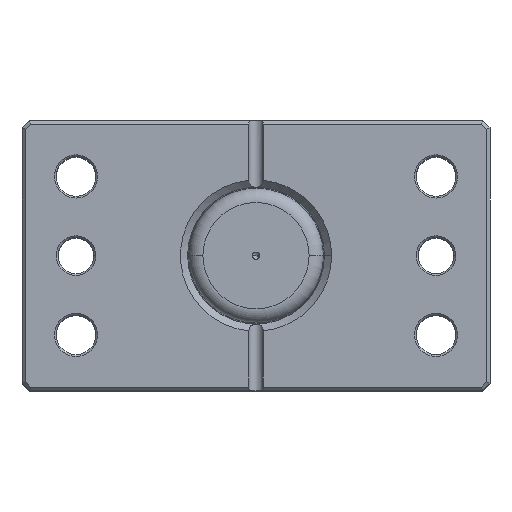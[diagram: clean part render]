
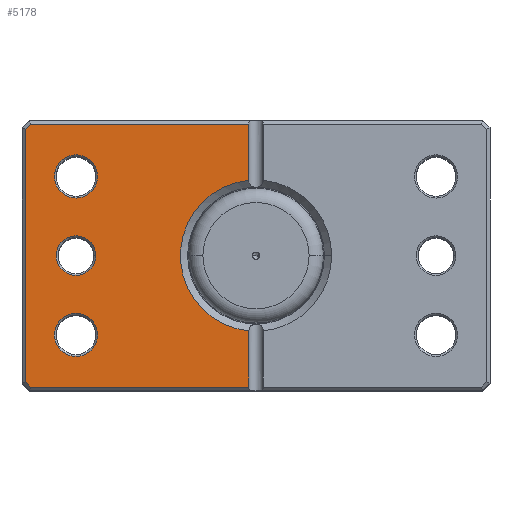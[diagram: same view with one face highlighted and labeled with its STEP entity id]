
A CAD part, top view. The second image highlights one B-rep face of the part: STEP entity #5178.
In plain terms, the highlighted face is planar.
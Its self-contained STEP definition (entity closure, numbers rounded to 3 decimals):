
#101 = VECTOR ( 'NONE', #3277, 1000. ) ;
#110 = EDGE_CURVE ( 'NONE', #835, #2866, #6301, .T. ) ;
#137 = CARTESIAN_POINT ( 'NONE',  ( 2., -36.5, 0. ) ) ;
#138 = ORIENTED_EDGE ( 'NONE', *, *, #3938, .T. ) ;
#155 = EDGE_LOOP ( 'NONE', ( #2074, #2362, #379, #1557, #4243, #5964, #4128, #138 ) ) ;
#256 = FACE_BOUND ( 'NONE', #6078, .T. ) ;
#265 = VECTOR ( 'NONE', #6938, 1000. ) ;
#375 = VECTOR ( 'NONE', #974, 1000. ) ;
#376 = LINE ( 'NONE', #1507, #3259 ) ;
#379 = ORIENTED_EDGE ( 'NONE', *, *, #1774, .T. ) ;
#680 = ORIENTED_EDGE ( 'NONE', *, *, #4445, .T. ) ;
#758 = CARTESIAN_POINT ( 'NONE',  ( 0., -36.5, 0. ) ) ;
#794 = EDGE_CURVE ( 'NONE', #5474, #925, #4948, .T. ) ;
#835 = VERTEX_POINT ( 'NONE', #4736 ) ;
#913 = CARTESIAN_POINT ( 'NONE',  ( 64., 0., 0. ) ) ;
#925 = VERTEX_POINT ( 'NONE', #3348 ) ;
#963 = CARTESIAN_POINT ( 'NONE',  ( 44., 22., 0. ) ) ;
#966 = DIRECTION ( 'NONE',  ( -1., 0., 0. ) ) ;
#974 = DIRECTION ( 'NONE',  ( 0., -1., 0. ) ) ;
#1014 = CIRCLE ( 'NONE', #3302, 6. ) ;
#1031 = AXIS2_PLACEMENT_3D ( 'NONE', #4529, #4499, #4849 ) ;
#1056 = EDGE_CURVE ( 'NONE', #2566, #1278, #1014, .T. ) ;
#1067 = EDGE_CURVE ( 'NONE', #3673, #6727, #1118, .T. ) ;
#1118 = CIRCLE ( 'NONE', #3206, 6. ) ;
#1150 = FACE_BOUND ( 'NONE', #1521, .T. ) ;
#1244 = DIRECTION ( 'NONE',  ( -0.707, -0.707, 0. ) ) ;
#1278 = VERTEX_POINT ( 'NONE', #3909 ) ;
#1309 = CIRCLE ( 'NONE', #2394, 6. ) ;
#1364 = EDGE_CURVE ( 'NONE', #6857, #5141, #5511, .T. ) ;
#1375 = EDGE_CURVE ( 'NONE', #5141, #2348, #4079, .T. ) ;
#1507 = CARTESIAN_POINT ( 'NONE',  ( 49.543, -49.543, 0. ) ) ;
#1521 = EDGE_LOOP ( 'NONE', ( #680, #4193 ) ) ;
#1531 = DIRECTION ( 'NONE',  ( 1., 0., 0. ) ) ;
#1538 = DIRECTION ( 'NONE',  ( 0., 0., 1. ) ) ;
#1555 = CARTESIAN_POINT ( 'NONE',  ( 50., -22., 0. ) ) ;
#1557 = ORIENTED_EDGE ( 'NONE', *, *, #1943, .T. ) ;
#1571 = AXIS2_PLACEMENT_3D ( 'NONE', #3016, #3003, #2996 ) ;
#1575 = EDGE_LOOP ( 'NONE', ( #1765, #4120 ) ) ;
#1765 = ORIENTED_EDGE ( 'NONE', *, *, #6643, .T. ) ;
#1774 = EDGE_CURVE ( 'NONE', #2348, #4737, #3308, .T. ) ;
#1818 = VECTOR ( 'NONE', #5279, 1000. ) ;
#1855 = ORIENTED_EDGE ( 'NONE', *, *, #4693, .T. ) ;
#1928 = VECTOR ( 'NONE', #966, 1000. ) ;
#1943 = EDGE_CURVE ( 'NONE', #4737, #6309, #4448, .T. ) ;
#1944 = CARTESIAN_POINT ( 'NONE',  ( 55.5, 0., 0. ) ) ;
#2074 = ORIENTED_EDGE ( 'NONE', *, *, #1364, .T. ) ;
#2142 = DIRECTION ( 'NONE',  ( 1., 0., 0. ) ) ;
#2242 = EDGE_CURVE ( 'NONE', #6309, #835, #6294, .T. ) ;
#2271 = CARTESIAN_POINT ( 'NONE',  ( 62.586, -36.5, 0. ) ) ;
#2309 = CARTESIAN_POINT ( 'NONE',  ( 50., 22., 0. ) ) ;
#2348 = VERTEX_POINT ( 'NONE', #6018 ) ;
#2362 = ORIENTED_EDGE ( 'NONE', *, *, #1375, .T. ) ;
#2394 = AXIS2_PLACEMENT_3D ( 'NONE', #2309, #3476, #2142 ) ;
#2566 = VERTEX_POINT ( 'NONE', #3450 ) ;
#2579 = EDGE_CURVE ( 'NONE', #2866, #3045, #376, .T. ) ;
#2594 = DIRECTION ( 'NONE',  ( 1., 0., 0. ) ) ;
#2618 = DIRECTION ( 'NONE',  ( 0., 0., 1. ) ) ;
#2626 = AXIS2_PLACEMENT_3D ( 'NONE', #1555, #1538, #1531 ) ;
#2866 = VERTEX_POINT ( 'NONE', #4301 ) ;
#2996 = DIRECTION ( 'NONE',  ( 1., 0., 0. ) ) ;
#3003 = DIRECTION ( 'NONE',  ( 0., 0., 1. ) ) ;
#3016 = CARTESIAN_POINT ( 'NONE',  ( 0., 0., 0. ) ) ;
#3045 = VERTEX_POINT ( 'NONE', #2271 ) ;
#3193 = PLANE ( 'NONE',  #6392 ) ;
#3206 = AXIS2_PLACEMENT_3D ( 'NONE', #5636, #5628, #5615 ) ;
#3255 = CARTESIAN_POINT ( 'NONE',  ( 2., 37.5, 0. ) ) ;
#3259 = VECTOR ( 'NONE', #1244, 1000. ) ;
#3277 = DIRECTION ( 'NONE',  ( 0., 1., 0. ) ) ;
#3302 = AXIS2_PLACEMENT_3D ( 'NONE', #5730, #5724, #5717 ) ;
#3308 = LINE ( 'NONE', #6527, #265 ) ;
#3348 = CARTESIAN_POINT ( 'NONE',  ( 44.5, 0., 0. ) ) ;
#3450 = CARTESIAN_POINT ( 'NONE',  ( 56., -22., 0. ) ) ;
#3476 = DIRECTION ( 'NONE',  ( 0., 0., 1. ) ) ;
#3673 = VERTEX_POINT ( 'NONE', #6394 ) ;
#3806 = DIRECTION ( 'NONE',  ( 0.707, -0.707, 0. ) ) ;
#3862 = CARTESIAN_POINT ( 'NONE',  ( 2., 36.5, 0. ) ) ;
#3909 = CARTESIAN_POINT ( 'NONE',  ( 44., -22., 0. ) ) ;
#3938 = EDGE_CURVE ( 'NONE', #3045, #6857, #6054, .T. ) ;
#3988 = CIRCLE ( 'NONE', #2626, 6. ) ;
#4079 = CIRCLE ( 'NONE', #1571, 21. ) ;
#4120 = ORIENTED_EDGE ( 'NONE', *, *, #1056, .T. ) ;
#4128 = ORIENTED_EDGE ( 'NONE', *, *, #2579, .T. ) ;
#4193 = ORIENTED_EDGE ( 'NONE', *, *, #1067, .T. ) ;
#4242 = CARTESIAN_POINT ( 'NONE',  ( 0., 0., 0. ) ) ;
#4243 = ORIENTED_EDGE ( 'NONE', *, *, #2242, .T. ) ;
#4301 = CARTESIAN_POINT ( 'NONE',  ( 64., -35.086, 0. ) ) ;
#4403 = AXIS2_PLACEMENT_3D ( 'NONE', #6742, #6766, #6774 ) ;
#4445 = EDGE_CURVE ( 'NONE', #6727, #3673, #1309, .T. ) ;
#4448 = LINE ( 'NONE', #5340, #1818 ) ;
#4499 = DIRECTION ( 'NONE',  ( 0., 0., 1. ) ) ;
#4529 = CARTESIAN_POINT ( 'NONE',  ( 50., 0., 0. ) ) ;
#4530 = CIRCLE ( 'NONE', #1031, 5.5 ) ;
#4693 = EDGE_CURVE ( 'NONE', #925, #5474, #4530, .T. ) ;
#4736 = CARTESIAN_POINT ( 'NONE',  ( 64., 35.086, 0. ) ) ;
#4737 = VERTEX_POINT ( 'NONE', #3862 ) ;
#4809 = CARTESIAN_POINT ( 'NONE',  ( 49.543, 49.543, 0. ) ) ;
#4849 = DIRECTION ( 'NONE',  ( 1., 0., 0. ) ) ;
#4943 = CARTESIAN_POINT ( 'NONE',  ( 62.586, 36.5, 0. ) ) ;
#4948 = CIRCLE ( 'NONE', #4403, 5.5 ) ;
#5106 = CARTESIAN_POINT ( 'NONE',  ( 2., -20.905, 0. ) ) ;
#5141 = VERTEX_POINT ( 'NONE', #5106 ) ;
#5178 = ADVANCED_FACE ( 'NONE', ( #256, #6819, #1150, #6435 ), #3193, .F. ) ;
#5279 = DIRECTION ( 'NONE',  ( 1., 0., 0. ) ) ;
#5340 = CARTESIAN_POINT ( 'NONE',  ( 0., 36.5, 0. ) ) ;
#5474 = VERTEX_POINT ( 'NONE', #1944 ) ;
#5511 = LINE ( 'NONE', #3255, #101 ) ;
#5615 = DIRECTION ( 'NONE',  ( 1., 0., 0. ) ) ;
#5628 = DIRECTION ( 'NONE',  ( 0., 0., 1. ) ) ;
#5636 = CARTESIAN_POINT ( 'NONE',  ( 50., 22., 0. ) ) ;
#5717 = DIRECTION ( 'NONE',  ( 1., 0., 0. ) ) ;
#5724 = DIRECTION ( 'NONE',  ( 0., 0., 1. ) ) ;
#5730 = CARTESIAN_POINT ( 'NONE',  ( 50., -22., 0. ) ) ;
#5964 = ORIENTED_EDGE ( 'NONE', *, *, #110, .T. ) ;
#5973 = VECTOR ( 'NONE', #3806, 1000. ) ;
#6018 = CARTESIAN_POINT ( 'NONE',  ( 2., 20.905, 0. ) ) ;
#6054 = LINE ( 'NONE', #758, #1928 ) ;
#6078 = EDGE_LOOP ( 'NONE', ( #1855, #6196 ) ) ;
#6196 = ORIENTED_EDGE ( 'NONE', *, *, #794, .T. ) ;
#6294 = LINE ( 'NONE', #4809, #5973 ) ;
#6301 = LINE ( 'NONE', #913, #375 ) ;
#6309 = VERTEX_POINT ( 'NONE', #4943 ) ;
#6392 = AXIS2_PLACEMENT_3D ( 'NONE', #4242, #2618, #2594 ) ;
#6394 = CARTESIAN_POINT ( 'NONE',  ( 56., 22., 0. ) ) ;
#6435 = FACE_OUTER_BOUND ( 'NONE', #155, .T. ) ;
#6527 = CARTESIAN_POINT ( 'NONE',  ( 2., 37.5, 0. ) ) ;
#6643 = EDGE_CURVE ( 'NONE', #1278, #2566, #3988, .T. ) ;
#6727 = VERTEX_POINT ( 'NONE', #963 ) ;
#6742 = CARTESIAN_POINT ( 'NONE',  ( 50., 0., 0. ) ) ;
#6766 = DIRECTION ( 'NONE',  ( 0., 0., 1. ) ) ;
#6774 = DIRECTION ( 'NONE',  ( 1., 0., 0. ) ) ;
#6819 = FACE_BOUND ( 'NONE', #1575, .T. ) ;
#6857 = VERTEX_POINT ( 'NONE', #137 ) ;
#6938 = DIRECTION ( 'NONE',  ( 0., 1., 0. ) ) ;
